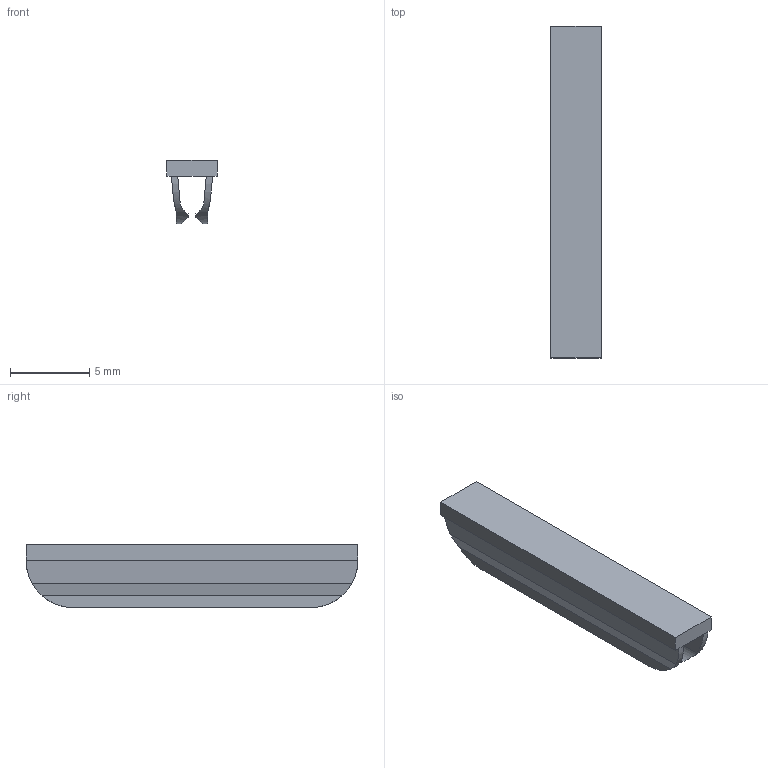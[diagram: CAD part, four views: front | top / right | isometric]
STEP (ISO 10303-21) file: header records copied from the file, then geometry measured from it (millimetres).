
FILE_DESCRIPTION(('CATIA V5R19 STEP'),'2;1');
FILE_NAME ('D1450967_0', '2015-02-16T09:32:39+00:00', ('Weidmueller Interface'), ('Weidmueller'), 'CATIA Version 5 Release 20 SP 5 (IN-10)', 'CATIA V5 STEP AP214', 'none');
FILE_SCHEMA(('AUTOMOTIVE_DESIGN { 1 0 10303 214 1 1 1 1 }'));
Length unit declared in the file: millimetre
Products named in the file (1): SFR 1/21
Bounding box: 3.2 x 21 x 4 mm (x, y, z)
Volume: 120.9 mm3; surface area: 435.5 mm2
Topology: 1 solids, 1 shells, 28 faces, 70 edges, 44 vertices
Faces by surface type: plane 22, cylinder 6
Entity records: 878 total; most frequent: CARTESIAN_POINT 240, ORIENTED_EDGE 140, DIRECTION 100, EDGE_CURVE 70, VERTEX_POINT 44, VECTOR 42, LINE 42, AXIS2_PLACEMENT_3D 34
